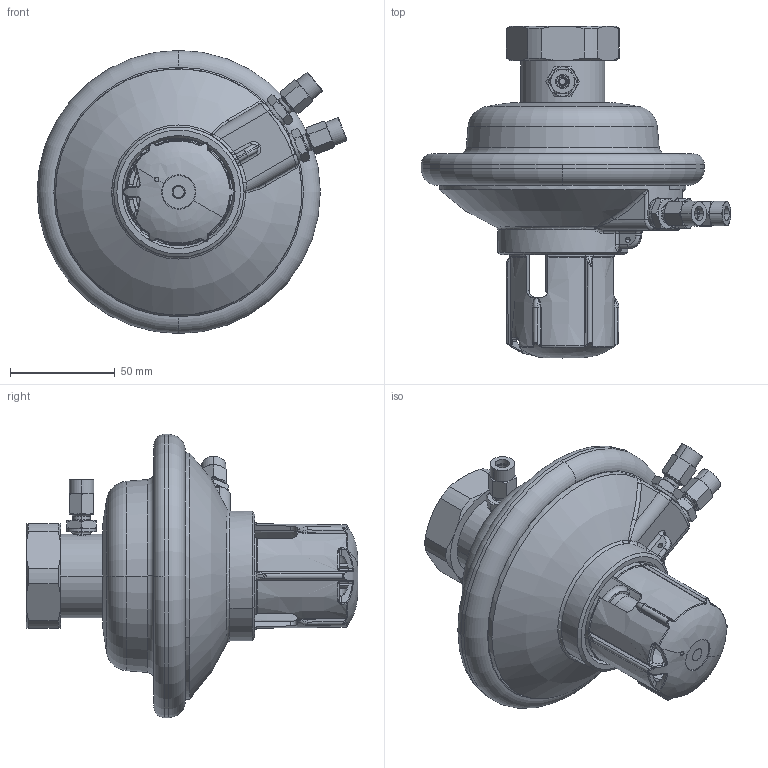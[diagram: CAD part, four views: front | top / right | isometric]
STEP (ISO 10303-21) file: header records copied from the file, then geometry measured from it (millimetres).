
FILE_DESCRIPTION((''),'2;1');
FILE_NAME('003H6842_ASM','2015-04-09T',('u317927'),('Danfoss'),'PRO/ENGINEER BY PARAMETRIC TECHNOLOGY CORPORATION, 2014000','PRO/ENGINEER BY PARAMETRIC TECHNOLOGY CORPORATION, 2014000','');
FILE_SCHEMA(('CONFIG_CONTROL_DESIGN'));
Length unit declared in the file: millimetre
Products named in the file (15): 8883806_INST-1; 8883808; 8890090; 88812010; 88812110_ASM; 8883791_ASM; 8883802; 8883519_ASM; 5454032; 5184013; 5211524; 5191729; 8883535; 5454030; 003H6842_ASM
Assembly tree (21 placements, depth 3):
  003H6842_ASM
    8883806_INST-1
    8883808
    8890090
    88812010
    88812110_ASM
    8883791_ASM
    8883519_ASM
      8883802
    5454032  x2
    5184013  x3
    5211524  x3
    5191729  x3
    8883535
    5454030
Bounding box: 147.81 x 158.29 x 135.1 mm (x, y, z)
Volume: 247713 mm3; surface area: 147690.4 mm2
Topology: 18 solids, 33 shells, 1206 faces, 2929 edges, 1806 vertices
Faces by surface type: plane 396, cylinder 307, cone 250, torus 135, bspline 105, sphere 13
Entity records: 36026 total; most frequent: CARTESIAN_POINT 13004, ORIENTED_EDGE 4914, DIRECTION 4587, EDGE_CURVE 2475, AXIS2_PLACEMENT_3D 1940, VERTEX_POINT 1534, EDGE_LOOP 1075, FACE_OUTER_BOUND 1002
